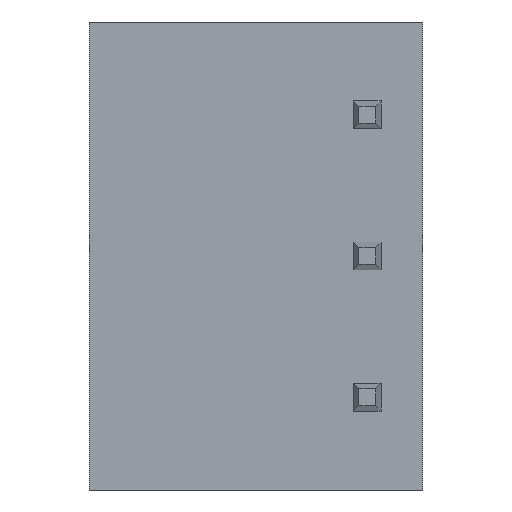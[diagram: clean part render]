
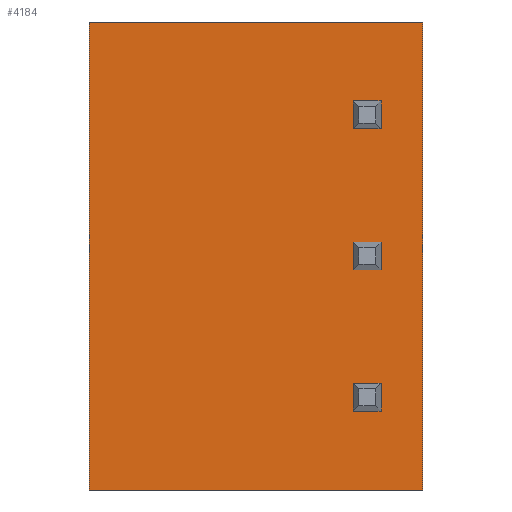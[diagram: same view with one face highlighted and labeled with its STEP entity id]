
A CAD part, front view. The second image highlights one B-rep face of the part: STEP entity #4184.
In plain terms, the highlighted planar face has unit normal (0, -1, 0).
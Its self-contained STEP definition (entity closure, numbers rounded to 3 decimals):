
#25 = VECTOR ( 'NONE', #1042, 1000. ) ;
#35 = LINE ( 'NONE', #2722, #795 ) ;
#50 = ORIENTED_EDGE ( 'NONE', *, *, #1104, .F. ) ;
#52 = EDGE_CURVE ( 'NONE', #1666, #2914, #1733, .T. ) ;
#73 = DIRECTION ( 'NONE',  ( 0., 0., 1. ) ) ;
#150 = CARTESIAN_POINT ( 'NONE',  ( 18.4, 0., 5.58 ) ) ;
#169 = EDGE_CURVE ( 'NONE', #3087, #1245, #196, .T. ) ;
#189 = LINE ( 'NONE', #3938, #2922 ) ;
#196 = LINE ( 'NONE', #522, #4144 ) ;
#205 = CARTESIAN_POINT ( 'NONE',  ( 8.9, 0., 2.54 ) ) ;
#219 = EDGE_CURVE ( 'NONE', #4314, #3789, #3552, .T. ) ;
#234 = ORIENTED_EDGE ( 'NONE', *, *, #2425, .T. ) ;
#240 = CARTESIAN_POINT ( 'NONE',  ( 18.4, 0., 0.5 ) ) ;
#243 = EDGE_CURVE ( 'NONE', #4314, #2127, #1906, .T. ) ;
#343 = CARTESIAN_POINT ( 'NONE',  ( 19.4, 0., -0.5 ) ) ;
#348 = DIRECTION ( 'NONE',  ( 1., 0., 0. ) ) ;
#393 = CARTESIAN_POINT ( 'NONE',  ( 18.4, 0., 0.5 ) ) ;
#410 = ORIENTED_EDGE ( 'NONE', *, *, #169, .F. ) ;
#522 = CARTESIAN_POINT ( 'NONE',  ( 18.4, 0., 9.66 ) ) ;
#554 = EDGE_LOOP ( 'NONE', ( #1566, #1077, #1270, #630 ) ) ;
#560 = ORIENTED_EDGE ( 'NONE', *, *, #3963, .T. ) ;
#561 = EDGE_CURVE ( 'NONE', #3517, #1897, #1461, .T. ) ;
#630 = ORIENTED_EDGE ( 'NONE', *, *, #1765, .F. ) ;
#776 = EDGE_LOOP ( 'NONE', ( #410, #1626, #560, #2995 ) ) ;
#795 = VECTOR ( 'NONE', #1023, 1000. ) ;
#847 = LINE ( 'NONE', #3887, #1432 ) ;
#887 = LINE ( 'NONE', #3945, #1729 ) ;
#890 = CARTESIAN_POINT ( 'NONE',  ( 18.4, 0., 10.66 ) ) ;
#903 = VERTEX_POINT ( 'NONE', #1209 ) ;
#957 = EDGE_CURVE ( 'NONE', #3853, #3087, #189, .T. ) ;
#1023 = DIRECTION ( 'NONE',  ( 1., 0., 0. ) ) ;
#1042 = DIRECTION ( 'NONE',  ( 1., 0., 0. ) ) ;
#1074 = CARTESIAN_POINT ( 'NONE',  ( 19.4, 0., 0.5 ) ) ;
#1077 = ORIENTED_EDGE ( 'NONE', *, *, #219, .F. ) ;
#1104 = EDGE_CURVE ( 'NONE', #3782, #1666, #2055, .T. ) ;
#1124 = DIRECTION ( 'NONE',  ( 0., 0., -1. ) ) ;
#1200 = LINE ( 'NONE', #2852, #3638 ) ;
#1209 = CARTESIAN_POINT ( 'NONE',  ( 19.4, 0., 4.58 ) ) ;
#1211 = CARTESIAN_POINT ( 'NONE',  ( 8.9, 0., -3.34 ) ) ;
#1215 = PLANE ( 'NONE',  #3098 ) ;
#1245 = VERTEX_POINT ( 'NONE', #2113 ) ;
#1250 = DIRECTION ( 'NONE',  ( 0., 0., 1. ) ) ;
#1270 = ORIENTED_EDGE ( 'NONE', *, *, #243, .T. ) ;
#1388 = LINE ( 'NONE', #393, #1499 ) ;
#1432 = VECTOR ( 'NONE', #2452, 1000. ) ;
#1461 = LINE ( 'NONE', #3238, #3286 ) ;
#1499 = VECTOR ( 'NONE', #348, 1000. ) ;
#1502 = FACE_BOUND ( 'NONE', #776, .T. ) ;
#1547 = FACE_BOUND ( 'NONE', #2175, .T. ) ;
#1566 = ORIENTED_EDGE ( 'NONE', *, *, #2511, .F. ) ;
#1591 = VERTEX_POINT ( 'NONE', #1621 ) ;
#1621 = CARTESIAN_POINT ( 'NONE',  ( 19.4, 0., 10.66 ) ) ;
#1626 = ORIENTED_EDGE ( 'NONE', *, *, #957, .F. ) ;
#1666 = VERTEX_POINT ( 'NONE', #2263 ) ;
#1674 = EDGE_CURVE ( 'NONE', #2914, #2090, #4023, .T. ) ;
#1693 = ORIENTED_EDGE ( 'NONE', *, *, #1674, .F. ) ;
#1729 = VECTOR ( 'NONE', #2236, 1000. ) ;
#1733 = LINE ( 'NONE', #3465, #25 ) ;
#1765 = EDGE_CURVE ( 'NONE', #903, #2127, #3126, .T. ) ;
#1786 = CARTESIAN_POINT ( 'NONE',  ( 19.4, 0., 5.58 ) ) ;
#1848 = VECTOR ( 'NONE', #1967, 1000. ) ;
#1897 = VERTEX_POINT ( 'NONE', #3211 ) ;
#1906 = LINE ( 'NONE', #4263, #3079 ) ;
#1910 = EDGE_CURVE ( 'NONE', #3517, #2600, #1200, .T. ) ;
#1914 = DIRECTION ( 'NONE',  ( -1., 0., 0. ) ) ;
#1924 = VECTOR ( 'NONE', #2187, 1000. ) ;
#1936 = VECTOR ( 'NONE', #1250, 1000. ) ;
#1967 = DIRECTION ( 'NONE',  ( 0., 0., -1. ) ) ;
#1995 = EDGE_LOOP ( 'NONE', ( #3364, #3960, #3323, #4275 ) ) ;
#2055 = LINE ( 'NONE', #2373, #1848 ) ;
#2090 = VERTEX_POINT ( 'NONE', #1074 ) ;
#2113 = CARTESIAN_POINT ( 'NONE',  ( 19.4, 0., 9.66 ) ) ;
#2127 = VERTEX_POINT ( 'NONE', #1786 ) ;
#2175 = EDGE_LOOP ( 'NONE', ( #2388, #50, #234, #1693 ) ) ;
#2187 = DIRECTION ( 'NONE',  ( 0., 0., -1. ) ) ;
#2202 = VERTEX_POINT ( 'NONE', #1211 ) ;
#2236 = DIRECTION ( 'NONE',  ( -1., 0., 0. ) ) ;
#2263 = CARTESIAN_POINT ( 'NONE',  ( 18.4, 0., -0.5 ) ) ;
#2316 = DIRECTION ( 'NONE',  ( 0., 0., 1. ) ) ;
#2353 = VECTOR ( 'NONE', #2316, 1000. ) ;
#2373 = CARTESIAN_POINT ( 'NONE',  ( 18.4, 0., 0.5 ) ) ;
#2379 = CARTESIAN_POINT ( 'NONE',  ( 18.4, 0., 5.58 ) ) ;
#2388 = ORIENTED_EDGE ( 'NONE', *, *, #52, .F. ) ;
#2425 = EDGE_CURVE ( 'NONE', #3782, #2090, #1388, .T. ) ;
#2452 = DIRECTION ( 'NONE',  ( 0., 0., 1. ) ) ;
#2499 = VECTOR ( 'NONE', #4254, 1000. ) ;
#2500 = CARTESIAN_POINT ( 'NONE',  ( 8.9, 0., 13.5 ) ) ;
#2511 = EDGE_CURVE ( 'NONE', #3789, #903, #4108, .T. ) ;
#2531 = DIRECTION ( 'NONE',  ( 0., 0., -1. ) ) ;
#2534 = DIRECTION ( 'NONE',  ( 0., 1., 0. ) ) ;
#2555 = CARTESIAN_POINT ( 'NONE',  ( 8.9, 0., 2.54 ) ) ;
#2581 = DIRECTION ( 'NONE',  ( 1., 0., 0. ) ) ;
#2600 = VERTEX_POINT ( 'NONE', #2500 ) ;
#2722 = CARTESIAN_POINT ( 'NONE',  ( 18.4, 0., 10.66 ) ) ;
#2828 = CARTESIAN_POINT ( 'NONE',  ( 18.4, 0., 9.66 ) ) ;
#2852 = CARTESIAN_POINT ( 'NONE',  ( 8.9, 0., 13.5 ) ) ;
#2914 = VERTEX_POINT ( 'NONE', #343 ) ;
#2922 = VECTOR ( 'NONE', #2531, 1000. ) ;
#2948 = CARTESIAN_POINT ( 'NONE',  ( 18.4, 0., 4.58 ) ) ;
#2995 = ORIENTED_EDGE ( 'NONE', *, *, #3248, .F. ) ;
#3079 = VECTOR ( 'NONE', #3182, 1000. ) ;
#3087 = VERTEX_POINT ( 'NONE', #2828 ) ;
#3098 = AXIS2_PLACEMENT_3D ( 'NONE', #2555, #2534, #3895 ) ;
#3126 = LINE ( 'NONE', #3410, #4078 ) ;
#3182 = DIRECTION ( 'NONE',  ( 1., 0., 0. ) ) ;
#3211 = CARTESIAN_POINT ( 'NONE',  ( 20.9, 0., -3.34 ) ) ;
#3229 = FACE_OUTER_BOUND ( 'NONE', #1995, .T. ) ;
#3238 = CARTESIAN_POINT ( 'NONE',  ( 20.9, 0., 2.54 ) ) ;
#3248 = EDGE_CURVE ( 'NONE', #1245, #1591, #847, .T. ) ;
#3261 = LINE ( 'NONE', #205, #1936 ) ;
#3286 = VECTOR ( 'NONE', #1124, 1000. ) ;
#3301 = CARTESIAN_POINT ( 'NONE',  ( 19.4, 0., 2.54 ) ) ;
#3323 = ORIENTED_EDGE ( 'NONE', *, *, #3475, .F. ) ;
#3364 = ORIENTED_EDGE ( 'NONE', *, *, #561, .F. ) ;
#3410 = CARTESIAN_POINT ( 'NONE',  ( 19.4, 0., 7.62 ) ) ;
#3465 = CARTESIAN_POINT ( 'NONE',  ( 18.4, 0., -0.5 ) ) ;
#3475 = EDGE_CURVE ( 'NONE', #2202, #2600, #3261, .T. ) ;
#3517 = VERTEX_POINT ( 'NONE', #4048 ) ;
#3552 = LINE ( 'NONE', #150, #1924 ) ;
#3638 = VECTOR ( 'NONE', #1914, 1000. ) ;
#3654 = CARTESIAN_POINT ( 'NONE',  ( 18.4, 0., 4.58 ) ) ;
#3782 = VERTEX_POINT ( 'NONE', #240 ) ;
#3789 = VERTEX_POINT ( 'NONE', #3654 ) ;
#3853 = VERTEX_POINT ( 'NONE', #890 ) ;
#3887 = CARTESIAN_POINT ( 'NONE',  ( 19.4, 0., 12.7 ) ) ;
#3895 = DIRECTION ( 'NONE',  ( -1., 0., 0. ) ) ;
#3938 = CARTESIAN_POINT ( 'NONE',  ( 18.4, 0., 10.66 ) ) ;
#3945 = CARTESIAN_POINT ( 'NONE',  ( 8.9, 0., -3.34 ) ) ;
#3960 = ORIENTED_EDGE ( 'NONE', *, *, #1910, .T. ) ;
#3963 = EDGE_CURVE ( 'NONE', #3853, #1591, #35, .T. ) ;
#4023 = LINE ( 'NONE', #3301, #2353 ) ;
#4048 = CARTESIAN_POINT ( 'NONE',  ( 20.9, 0., 13.5 ) ) ;
#4078 = VECTOR ( 'NONE', #73, 1000. ) ;
#4108 = LINE ( 'NONE', #2948, #2499 ) ;
#4144 = VECTOR ( 'NONE', #2581, 1000. ) ;
#4184 = ADVANCED_FACE ( 'NONE', ( #3229, #1547, #4261, #1502 ), #1215, .F. ) ;
#4254 = DIRECTION ( 'NONE',  ( 1., 0., 0. ) ) ;
#4261 = FACE_BOUND ( 'NONE', #554, .T. ) ;
#4263 = CARTESIAN_POINT ( 'NONE',  ( 18.4, 0., 5.58 ) ) ;
#4272 = EDGE_CURVE ( 'NONE', #1897, #2202, #887, .T. ) ;
#4275 = ORIENTED_EDGE ( 'NONE', *, *, #4272, .F. ) ;
#4314 = VERTEX_POINT ( 'NONE', #2379 ) ;
